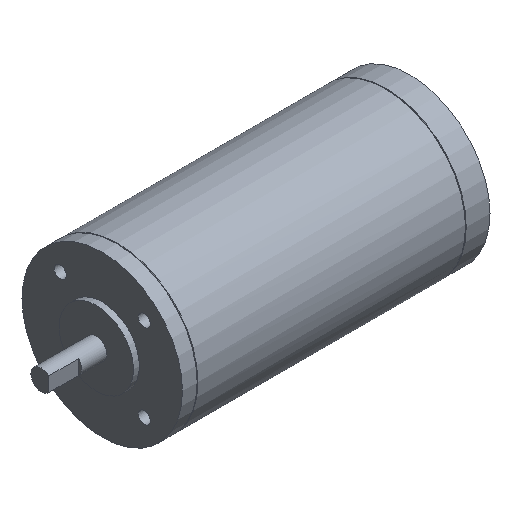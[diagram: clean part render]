
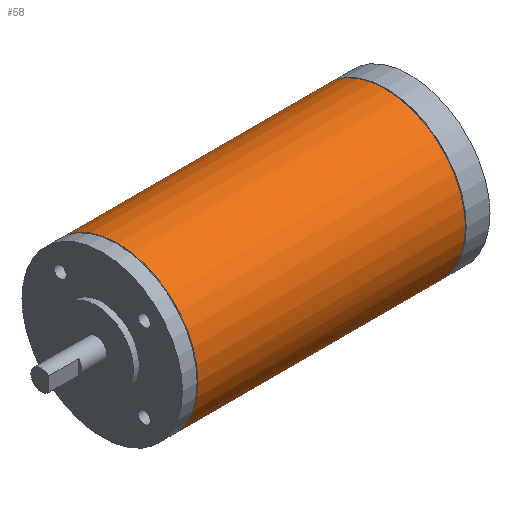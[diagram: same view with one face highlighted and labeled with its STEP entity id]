
A CAD part, isometric view. The second image highlights one B-rep face of the part: STEP entity #58.
In plain terms, the highlighted cylindrical face has radius 27 mm (diameter 54 mm), a full revolution.
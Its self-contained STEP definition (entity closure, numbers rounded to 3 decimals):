
#58 = ADVANCED_FACE( '', ( #141, #142 ), #143, .T. );
#141 = FACE_OUTER_BOUND( '', #267, .T. );
#142 = FACE_OUTER_BOUND( '', #268, .T. );
#143 = CYLINDRICAL_SURFACE( '', #269, 27. );
#267 = EDGE_LOOP( '', ( #389 ) );
#268 = EDGE_LOOP( '', ( #390, #391, #392, #393 ) );
#269 = AXIS2_PLACEMENT_3D( '', #394, #395, #396 );
#389 = ORIENTED_EDGE( '', *, *, #596, .F. );
#390 = ORIENTED_EDGE( '', *, *, #597, .F. );
#391 = ORIENTED_EDGE( '', *, *, #598, .F. );
#392 = ORIENTED_EDGE( '', *, *, #599, .T. );
#393 = ORIENTED_EDGE( '', *, *, #600, .F. );
#394 = CARTESIAN_POINT( '', ( 0., 0., 0. ) );
#395 = DIRECTION( '', ( 1., 0., 0. ) );
#396 = DIRECTION( '', ( 0., 0., 1. ) );
#596 = EDGE_CURVE( '', #671, #671, #672, .T. );
#597 = EDGE_CURVE( '', #673, #674, #675, .T. );
#598 = EDGE_CURVE( '', #676, #673, #677, .T. );
#599 = EDGE_CURVE( '', #676, #678, #679, .T. );
#600 = EDGE_CURVE( '', #674, #678, #680, .F. );
#671 = VERTEX_POINT( '', #778 );
#672 = CIRCLE( '', #779, 27. );
#673 = VERTEX_POINT( '', #780 );
#674 = VERTEX_POINT( '', #781 );
#675 = B_SPLINE_CURVE_WITH_KNOTS( '', 3, ( #782, #783, #784, #785, #786, #787, #788, #789, #790, #791, #792, #793, #794, #795, #796, #797, #798, #799, #800, #801, #802, #803, #804, #805, #806, #807, #808, #809, #810, #811 ), .UNSPECIFIED., .F., .F., ( 4, 2, 2, 2, 2, 2, 2, 2, 2, 2, 2, 2, 2, 2, 4 ), ( 0., 0., 0.001, 0.001, 0.002, 0.002, 0.003, 0.004, 0.004, 0.004, 0.005, 0.005, 0.005, 0.006, 0.006 ), .UNSPECIFIED. );
#676 = VERTEX_POINT( '', #812 );
#677 = LINE( '', #813, #814 );
#678 = VERTEX_POINT( '', #815 );
#679 = CIRCLE( '', #816, 27. );
#680 = LINE( '', #817, #818 );
#778 = CARTESIAN_POINT( '', ( 25.7, 0., 27. ) );
#779 = AXIS2_PLACEMENT_3D( '', #927, #928, #929 );
#780 = CARTESIAN_POINT( '', ( 109.8, 11.731, -24.318 ) );
#781 = CARTESIAN_POINT( '', ( 109.8, 15.195, -22.318 ) );
#782 = CARTESIAN_POINT( '', ( 109.8, 11.731, -24.318 ) );
#783 = CARTESIAN_POINT( '', ( 109.668, 11.731, -24.318 ) );
#784 = CARTESIAN_POINT( '', ( 109.538, 11.743, -24.313 ) );
#785 = CARTESIAN_POINT( '', ( 109.282, 11.788, -24.291 ) );
#786 = CARTESIAN_POINT( '', ( 109.155, 11.823, -24.274 ) );
#787 = CARTESIAN_POINT( '', ( 108.913, 11.914, -24.23 ) );
#788 = CARTESIAN_POINT( '', ( 108.798, 11.969, -24.202 ) );
#789 = CARTESIAN_POINT( '', ( 108.581, 12.099, -24.138 ) );
#790 = CARTESIAN_POINT( '', ( 108.478, 12.174, -24.1 ) );
#791 = CARTESIAN_POINT( '', ( 108.201, 12.421, -23.974 ) );
#792 = CARTESIAN_POINT( '', ( 108.052, 12.619, -23.871 ) );
#793 = CARTESIAN_POINT( '', ( 107.853, 13.043, -23.642 ) );
#794 = CARTESIAN_POINT( '', ( 107.8, 13.273, -23.514 ) );
#795 = CARTESIAN_POINT( '', ( 107.8, 13.612, -23.318 ) );
#796 = CARTESIAN_POINT( '', ( 107.813, 13.726, -23.251 ) );
#797 = CARTESIAN_POINT( '', ( 107.864, 13.946, -23.12 ) );
#798 = CARTESIAN_POINT( '', ( 107.902, 14.053, -23.055 ) );
#799 = CARTESIAN_POINT( '', ( 108.002, 14.259, -22.928 ) );
#800 = CARTESIAN_POINT( '', ( 108.064, 14.359, -22.866 ) );
#801 = CARTESIAN_POINT( '', ( 108.209, 14.542, -22.75 ) );
#802 = CARTESIAN_POINT( '', ( 108.292, 14.627, -22.695 ) );
#803 = CARTESIAN_POINT( '', ( 108.478, 14.784, -22.593 ) );
#804 = CARTESIAN_POINT( '', ( 108.579, 14.853, -22.547 ) );
#805 = CARTESIAN_POINT( '', ( 108.796, 14.974, -22.467 ) );
#806 = CARTESIAN_POINT( '', ( 108.912, 15.026, -22.432 ) );
#807 = CARTESIAN_POINT( '', ( 109.155, 15.11, -22.376 ) );
#808 = CARTESIAN_POINT( '', ( 109.279, 15.141, -22.355 ) );
#809 = CARTESIAN_POINT( '', ( 109.536, 15.184, -22.326 ) );
#810 = CARTESIAN_POINT( '', ( 109.668, 15.195, -22.318 ) );
#811 = CARTESIAN_POINT( '', ( 109.8, 15.195, -22.318 ) );
#812 = CARTESIAN_POINT( '', ( 115.8, 11.731, -24.318 ) );
#813 = CARTESIAN_POINT( '', ( 0., 11.731, -24.318 ) );
#814 = VECTOR( '', #930, 1000. );
#815 = CARTESIAN_POINT( '', ( 115.8, 15.195, -22.318 ) );
#816 = AXIS2_PLACEMENT_3D( '', #931, #932, #933 );
#817 = CARTESIAN_POINT( '', ( 0., 15.195, -22.318 ) );
#818 = VECTOR( '', #934, 1000. );
#927 = CARTESIAN_POINT( '', ( 25.7, 0., 0. ) );
#928 = DIRECTION( '', ( -1., 0., 0. ) );
#929 = DIRECTION( '', ( 0., 0., 1. ) );
#930 = DIRECTION( '', ( -1., 0., 0. ) );
#931 = CARTESIAN_POINT( '', ( 115.8, 0., 0. ) );
#932 = DIRECTION( '', ( -1., 0., 0. ) );
#933 = DIRECTION( '', ( 0., 0., 1. ) );
#934 = DIRECTION( '', ( -1., 0., 0. ) );
